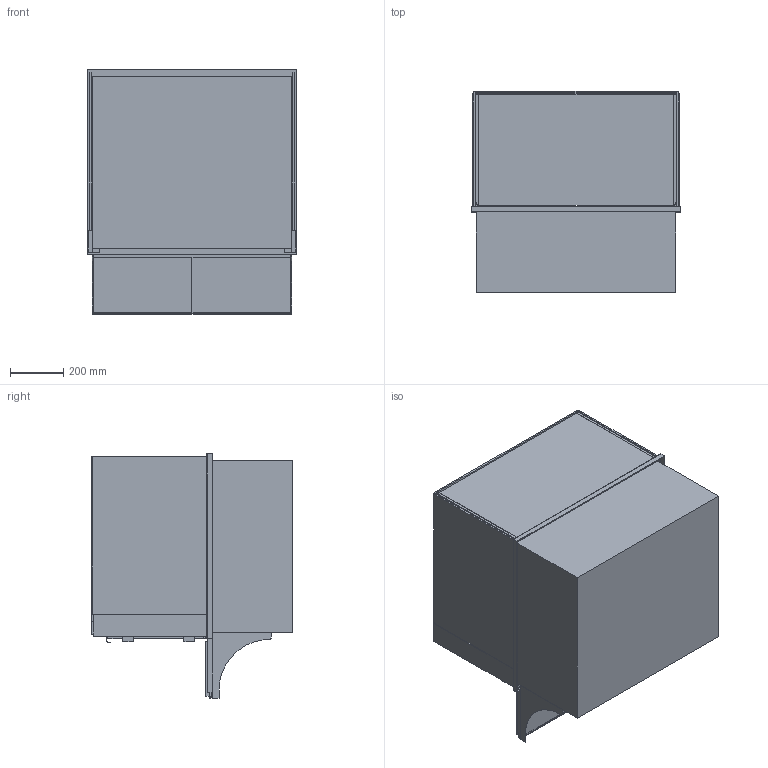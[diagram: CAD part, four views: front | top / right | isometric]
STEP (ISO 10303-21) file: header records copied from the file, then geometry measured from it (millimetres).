
FILE_DESCRIPTION (( 'STEP AP214' ), '1' );
FILE_NAME ('EU520311_Basic E-78-45 Slide-In.STEP', '2022-05-13T06:44:32', ( '' ), ( '' ), 'SwSTEP 2.0', 'SolidWorks 2017', '' );
FILE_SCHEMA (( 'AUTOMOTIVE_DESIGN' ));
Length unit declared in the file: millimetre
Products named in the file (1): EU520311_Basic E-78-45 Slide-In
Bounding box: 785 x 757 x 918.5 mm (x, y, z)
Volume: 83743939 mm3; surface area: 8653870.3 mm2
Topology: 32 solids, 32 shells, 333 faces, 786 edges, 522 vertices
Faces by surface type: plane 295, cylinder 38
Entity records: 10039 total; most frequent: CARTESIAN_POINT 1654, ORIENTED_EDGE 1572, DIRECTION 1526, EDGE_CURVE 786, VECTOR 706, LINE 706, VERTEX_POINT 522, AXIS2_PLACEMENT_3D 410
